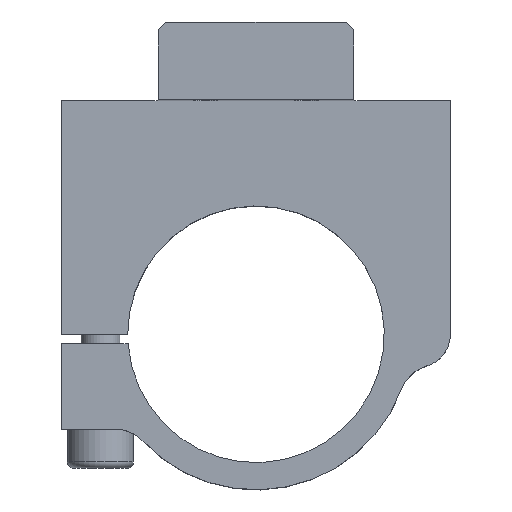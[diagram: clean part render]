
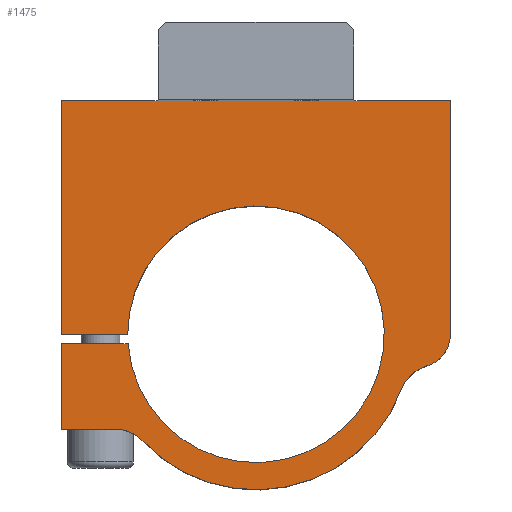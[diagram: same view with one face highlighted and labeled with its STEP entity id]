
A CAD part, top view. The second image highlights one B-rep face of the part: STEP entity #1475.
In plain terms, the highlighted planar face has unit normal (0, 0, 1).
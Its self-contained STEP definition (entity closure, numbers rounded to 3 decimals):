
#186=CIRCLE('',#1656,4.25);
#187=CIRCLE('',#1657,16.5);
#188=CIRCLE('',#1658,5.);
#189=CIRCLE('',#1659,20.);
#190=CIRCLE('',#1660,5.);
#274=FACE_OUTER_BOUND('',#412,.T.);
#412=EDGE_LOOP('',(#1192,#1193,#1194,#1195,#1196,#1197,#1198,#1199,#1200,
#1201,#1202,#1203,#1204,#1205));
#431=LINE('',#2139,#522);
#434=LINE('',#2160,#525);
#440=LINE('',#2172,#531);
#441=LINE('',#2175,#532);
#445=LINE('',#2181,#536);
#450=LINE('',#2190,#541);
#504=LINE('',#2457,#595);
#505=LINE('',#2459,#596);
#506=LINE('',#2461,#597);
#522=VECTOR('',#1692,1000.);
#525=VECTOR('',#1715,10.);
#531=VECTOR('',#1723,10.);
#532=VECTOR('',#1726,1000.);
#536=VECTOR('',#1732,1000.);
#541=VECTOR('',#1741,10.);
#595=VECTOR('',#2059,1000.);
#596=VECTOR('',#2060,1000.);
#597=VECTOR('',#2061,1000.);
#613=VERTEX_POINT('',#2136);
#614=VERTEX_POINT('',#2138);
#620=VERTEX_POINT('',#2156);
#622=VERTEX_POINT('',#2159);
#624=VERTEX_POINT('',#2165);
#627=VERTEX_POINT('',#2170);
#628=VERTEX_POINT('',#2174);
#710=VERTEX_POINT('',#2452);
#711=VERTEX_POINT('',#2454);
#712=VERTEX_POINT('',#2456);
#713=VERTEX_POINT('',#2458);
#714=VERTEX_POINT('',#2460);
#715=VERTEX_POINT('',#2462);
#716=VERTEX_POINT('',#2464);
#732=EDGE_CURVE('',#614,#613,#431,.T.);
#740=EDGE_CURVE('',#622,#620,#434,.T.);
#746=EDGE_CURVE('',#624,#627,#440,.T.);
#747=EDGE_CURVE('',#628,#622,#441,.T.);
#751=EDGE_CURVE('',#627,#614,#445,.T.);
#756=EDGE_CURVE('',#624,#620,#450,.T.);
#878=EDGE_CURVE('',#628,#710,#186,.T.);
#879=EDGE_CURVE('',#711,#613,#187,.T.);
#880=EDGE_CURVE('',#712,#711,#504,.T.);
#881=EDGE_CURVE('',#713,#712,#505,.T.);
#882=EDGE_CURVE('',#714,#713,#506,.T.);
#883=EDGE_CURVE('',#715,#714,#188,.T.);
#884=EDGE_CURVE('',#716,#715,#189,.T.);
#885=EDGE_CURVE('',#710,#716,#190,.T.);
#1192=ORIENTED_EDGE('',*,*,#878,.F.);
#1193=ORIENTED_EDGE('',*,*,#747,.T.);
#1194=ORIENTED_EDGE('',*,*,#740,.T.);
#1195=ORIENTED_EDGE('',*,*,#756,.F.);
#1196=ORIENTED_EDGE('',*,*,#746,.T.);
#1197=ORIENTED_EDGE('',*,*,#751,.T.);
#1198=ORIENTED_EDGE('',*,*,#732,.T.);
#1199=ORIENTED_EDGE('',*,*,#879,.F.);
#1200=ORIENTED_EDGE('',*,*,#880,.F.);
#1201=ORIENTED_EDGE('',*,*,#881,.F.);
#1202=ORIENTED_EDGE('',*,*,#882,.F.);
#1203=ORIENTED_EDGE('',*,*,#883,.F.);
#1204=ORIENTED_EDGE('',*,*,#884,.F.);
#1205=ORIENTED_EDGE('',*,*,#885,.F.);
#1309=PLANE('',#1655);
#1475=ADVANCED_FACE('',(#274),#1309,.T.);
#1655=AXIS2_PLACEMENT_3D('',#2451,#2053,#2054);
#1656=AXIS2_PLACEMENT_3D('',#2453,#2055,#2056);
#1657=AXIS2_PLACEMENT_3D('',#2455,#2057,#2058);
#1658=AXIS2_PLACEMENT_3D('',#2463,#2062,#2063);
#1659=AXIS2_PLACEMENT_3D('',#2465,#2064,#2065);
#1660=AXIS2_PLACEMENT_3D('',#2466,#2066,#2067);
#1692=DIRECTION('',(1.,0.,0.));
#1715=DIRECTION('',(-1.,0.,0.));
#1723=DIRECTION('',(-1.,0.,0.));
#1726=DIRECTION('',(0.,1.,0.));
#1732=DIRECTION('',(0.,-1.,0.));
#1741=DIRECTION('',(1.,0.,0.));
#2053=DIRECTION('center_axis',(0.,0.,1.));
#2054=DIRECTION('ref_axis',(1.,0.,0.));
#2055=DIRECTION('center_axis',(0.,0.,-1.));
#2056=DIRECTION('ref_axis',(-1.,0.,0.));
#2057=DIRECTION('center_axis',(0.,0.,1.));
#2058=DIRECTION('ref_axis',(-1.,0.,0.));
#2059=DIRECTION('',(1.,0.,0.));
#2060=DIRECTION('',(0.,1.,0.));
#2061=DIRECTION('',(-1.,0.,0.));
#2062=DIRECTION('center_axis',(0.,0.,1.));
#2063=DIRECTION('ref_axis',(1.,0.,0.));
#2064=DIRECTION('center_axis',(0.,0.,-1.));
#2065=DIRECTION('ref_axis',(1.,0.,0.));
#2066=DIRECTION('center_axis',(0.,0.,1.));
#2067=DIRECTION('ref_axis',(1.,0.,0.));
#2136=CARTESIAN_POINT('',(-16.5,-30.,20.25));
#2138=CARTESIAN_POINT('',(-25.,-30.,20.25));
#2139=CARTESIAN_POINT('',(-25.,-30.,20.25));
#2156=CARTESIAN_POINT('',(12.6,0.,20.25));
#2159=CARTESIAN_POINT('',(25.,0.,20.25));
#2160=CARTESIAN_POINT('',(12.5,0.,20.25));
#2165=CARTESIAN_POINT('',(-12.6,0.,20.25));
#2170=CARTESIAN_POINT('',(-25.,0.,20.25));
#2172=CARTESIAN_POINT('',(12.5,0.,20.25));
#2174=CARTESIAN_POINT('',(25.,-30.,20.25));
#2175=CARTESIAN_POINT('',(25.,-30.,20.25));
#2181=CARTESIAN_POINT('',(-25.,-15.,20.25));
#2190=CARTESIAN_POINT('',(-6.3,0.,20.25));
#2451=CARTESIAN_POINT('Origin',(23.373,-38.87,20.25));
#2452=CARTESIAN_POINT('',(21.955,-34.075,20.25));
#2453=CARTESIAN_POINT('Origin',(20.75,-30.,20.25));
#2454=CARTESIAN_POINT('',(-16.456,-31.2,20.25));
#2455=CARTESIAN_POINT('Origin',(0.,-30.,20.25));
#2456=CARTESIAN_POINT('',(-25.,-31.2,20.25));
#2457=CARTESIAN_POINT('',(-25.,-31.2,20.25));
#2458=CARTESIAN_POINT('',(-25.,-42.2,20.25));
#2459=CARTESIAN_POINT('',(-25.,-31.2,20.25));
#2460=CARTESIAN_POINT('',(-18.143,-42.2,20.25));
#2461=CARTESIAN_POINT('',(-18.143,-42.2,20.25));
#2462=CARTESIAN_POINT('',(-14.514,-43.76,20.25));
#2463=CARTESIAN_POINT('Origin',(-18.143,-47.2,20.25));
#2464=CARTESIAN_POINT('',(18.699,-37.096,20.25));
#2465=CARTESIAN_POINT('Origin',(0.,-30.,20.25));
#2466=CARTESIAN_POINT('Origin',(23.373,-38.87,20.25));
